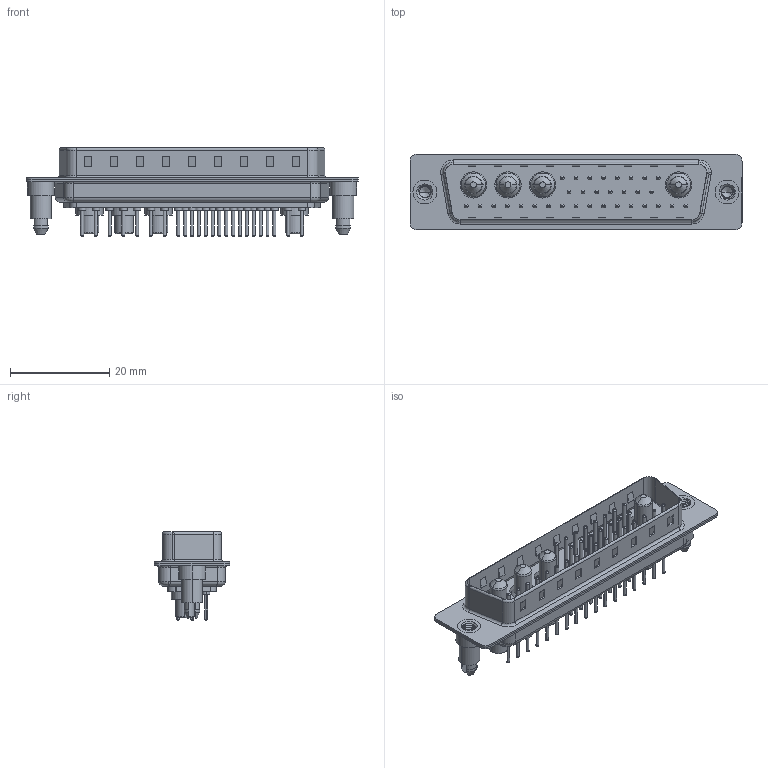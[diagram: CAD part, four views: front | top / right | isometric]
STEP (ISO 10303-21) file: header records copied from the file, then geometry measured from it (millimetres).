
FILE_DESCRIPTION (( 'STEP AP203' ), '1' );
FILE_NAME ('627-36W4624-4ND.STEP', '2019-06-19T09:31:30', ( '' ), ( '' ), 'SwSTEP 2.0', 'SolidWorks 2016', '' );
FILE_SCHEMA (( 'CONFIG_CONTROL_DESIGN' ));
Length unit declared in the file: millimetre
Products named in the file (10): 627Combo Contact Row 3_24; 627Combo Housing_36W4; 627-36W4624-4ND; 627Combo Shell Rear_50 Contacts; 627Combo Shell Front_50 Contacts; 627Combo Threaded Boardlock_D; Power Pin_40A S; 627Combo Threaded Boardlock_5; 627Combo Contact Row 1_24; 627Combo Contact Row 2_24
Assembly tree (41 placements, depth 2):
  627-36W4624-4ND
    627Combo Housing_36W4
    627Combo Shell Rear_50 Contacts
    627Combo Shell Front_50 Contacts
    627Combo Threaded Boardlock_D
    Power Pin_40A S  x4
    627Combo Threaded Boardlock_5
    627Combo Contact Row 1_24  x8
    627Combo Contact Row 2_24  x7
    627Combo Contact Row 3_24  x17
Bounding box: 67 x 15.3 x 17.9 mm (x, y, z)
Volume: 5014.3 mm3; surface area: 11119.2 mm2
Topology: 45 solids, 45 shells, 1814 faces, 3917 edges, 2380 vertices
Faces by surface type: cylinder 705, torus 570, plane 483, cone 41, bspline 15
Entity records: 31267 total; most frequent: CARTESIAN_POINT 8384, DIRECTION 4682, ORIENTED_EDGE 4136, EDGE_CURVE 2068, AXIS2_PLACEMENT_3D 1852, VERTEX_POINT 1320, EDGE_LOOP 1088, VECTOR 978
